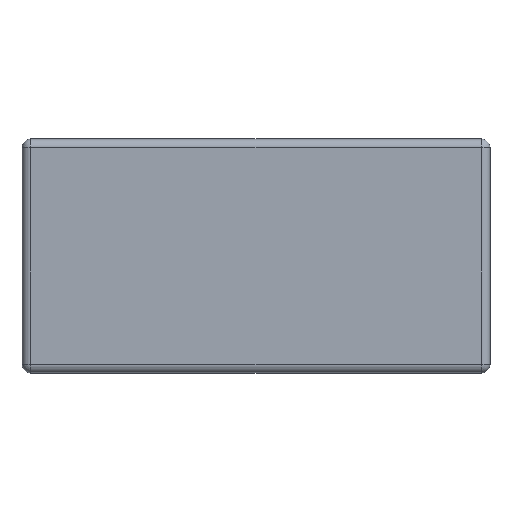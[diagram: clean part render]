
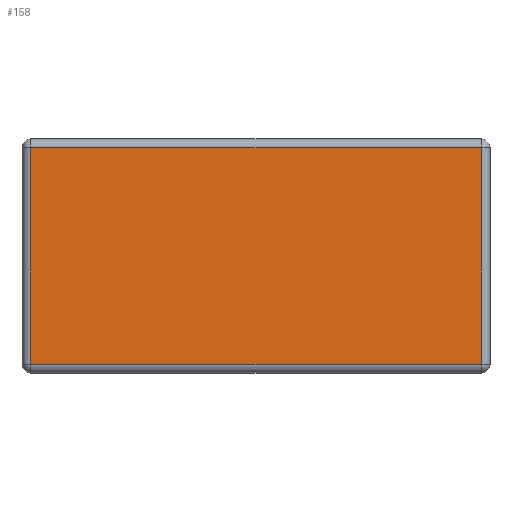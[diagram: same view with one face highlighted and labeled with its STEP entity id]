
A CAD part, top view. The second image highlights one B-rep face of the part: STEP entity #158.
In plain terms, the highlighted planar face has unit normal (0, 0, 1).
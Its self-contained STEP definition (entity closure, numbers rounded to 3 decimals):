
#158 = ADVANCED_FACE( '', ( #369 ), #370, .T. );
#369 = FACE_OUTER_BOUND( '', #642, .T. );
#370 = PLANE( '', #643 );
#642 = EDGE_LOOP( '', ( #1032, #1033, #1034, #1035 ) );
#643 = AXIS2_PLACEMENT_3D( '', #1036, #1037, #1038 );
#1032 = ORIENTED_EDGE( '', *, *, #1573, .T. );
#1033 = ORIENTED_EDGE( '', *, *, #1668, .T. );
#1034 = ORIENTED_EDGE( '', *, *, #1669, .T. );
#1035 = ORIENTED_EDGE( '', *, *, #1670, .T. );
#1036 = CARTESIAN_POINT( '', ( 0., 0., 29.5 ) );
#1037 = DIRECTION( '', ( 0., 0., 1. ) );
#1038 = DIRECTION( '', ( 1., 0., 0. ) );
#1573 = EDGE_CURVE( '', #1858, #1863, #1865, .T. );
#1668 = EDGE_CURVE( '', #1863, #2025, #2026, .T. );
#1669 = EDGE_CURVE( '', #2025, #1830, #2027, .T. );
#1670 = EDGE_CURVE( '', #1830, #1858, #2028, .T. );
#1830 = VERTEX_POINT( '', #2230 );
#1858 = VERTEX_POINT( '', #2268 );
#1863 = VERTEX_POINT( '', #2274 );
#1865 = LINE( '', #2276, #2277 );
#2025 = VERTEX_POINT( '', #2493 );
#2026 = LINE( '', #2494, #2495 );
#2027 = LINE( '', #2496, #2497 );
#2028 = LINE( '', #2498, #2499 );
#2230 = CARTESIAN_POINT( '', ( -38.5, -18.5, 29.5 ) );
#2268 = CARTESIAN_POINT( '', ( 38.5, -18.5, 29.5 ) );
#2274 = CARTESIAN_POINT( '', ( 38.5, 18.5, 29.5 ) );
#2276 = CARTESIAN_POINT( '', ( 38.5, 20., 29.5 ) );
#2277 = VECTOR( '', #2814, 1000. );
#2493 = CARTESIAN_POINT( '', ( -38.5, 18.5, 29.5 ) );
#2494 = CARTESIAN_POINT( '', ( -40., 18.5, 29.5 ) );
#2495 = VECTOR( '', #2922, 1000. );
#2496 = CARTESIAN_POINT( '', ( -38.5, -20., 29.5 ) );
#2497 = VECTOR( '', #2923, 1000. );
#2498 = CARTESIAN_POINT( '', ( 40., -18.5, 29.5 ) );
#2499 = VECTOR( '', #2924, 1000. );
#2814 = DIRECTION( '', ( 0., 1., 0. ) );
#2922 = DIRECTION( '', ( -1., 0., 0. ) );
#2923 = DIRECTION( '', ( 0., -1., 0. ) );
#2924 = DIRECTION( '', ( 1., 0., 0. ) );
